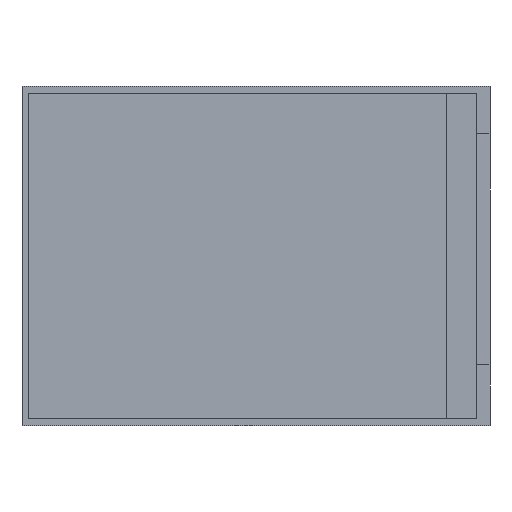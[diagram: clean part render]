
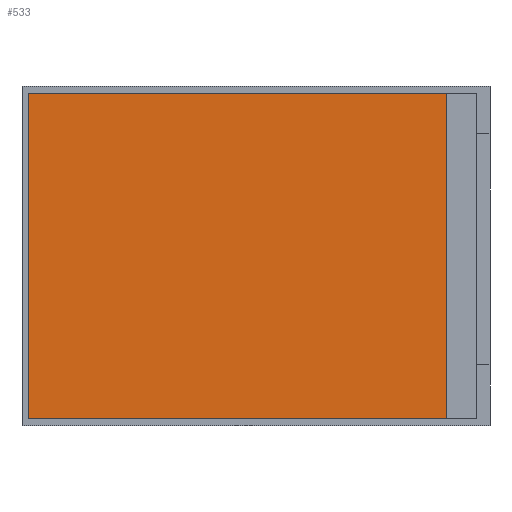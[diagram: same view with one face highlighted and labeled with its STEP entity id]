
A CAD part, front view. The second image highlights one B-rep face of the part: STEP entity #533.
In plain terms, the highlighted planar face has unit normal (0, -1, 0).
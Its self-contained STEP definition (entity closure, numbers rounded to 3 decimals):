
#29=FACE_OUTER_BOUND('',#61,.T.);
#61=EDGE_LOOP('',(#372,#373,#374,#375));
#88=LINE('',#751,#160);
#92=LINE('',#759,#164);
#95=LINE('',#765,#167);
#98=LINE('',#770,#170);
#160=VECTOR('',#613,9.2);
#164=VECTOR('',#619,9.2);
#167=VECTOR('',#624,9.2);
#170=VECTOR('',#629,9.2);
#232=VERTEX_POINT('',#749);
#233=VERTEX_POINT('',#750);
#236=VERTEX_POINT('',#758);
#238=VERTEX_POINT('',#764);
#280=EDGE_CURVE('',#232,#233,#88,.T.);
#284=EDGE_CURVE('',#233,#236,#92,.T.);
#287=EDGE_CURVE('',#236,#238,#95,.T.);
#290=EDGE_CURVE('',#238,#232,#98,.T.);
#372=ORIENTED_EDGE('',*,*,#290,.T.);
#373=ORIENTED_EDGE('',*,*,#280,.T.);
#374=ORIENTED_EDGE('',*,*,#284,.T.);
#375=ORIENTED_EDGE('',*,*,#287,.T.);
#501=PLANE('',#582);
#533=ADVANCED_FACE('',(#29),#501,.F.);
#582=AXIS2_PLACEMENT_3D('',#773,#633,#634);
#613=DIRECTION('',(0.,0.,1.));
#619=DIRECTION('',(-1.,0.,0.));
#624=DIRECTION('',(0.,0.,-1.));
#629=DIRECTION('',(1.,0.,0.));
#633=DIRECTION('center_axis',(0.,1.,0.));
#634=DIRECTION('ref_axis',(1.,0.,0.));
#749=CARTESIAN_POINT('',(25.898,0.,-22.172));
#750=CARTESIAN_POINT('',(25.898,0.,22.172));
#751=CARTESIAN_POINT('',(25.898,0.,-22.172));
#758=CARTESIAN_POINT('',(-30.958,0.,22.172));
#759=CARTESIAN_POINT('',(30.038,0.,22.172));
#764=CARTESIAN_POINT('',(-30.958,0.,-22.172));
#765=CARTESIAN_POINT('',(-30.958,0.,22.172));
#770=CARTESIAN_POINT('',(-30.958,0.,-22.172));
#773=CARTESIAN_POINT('Origin',(-2.53,0.,0.));
